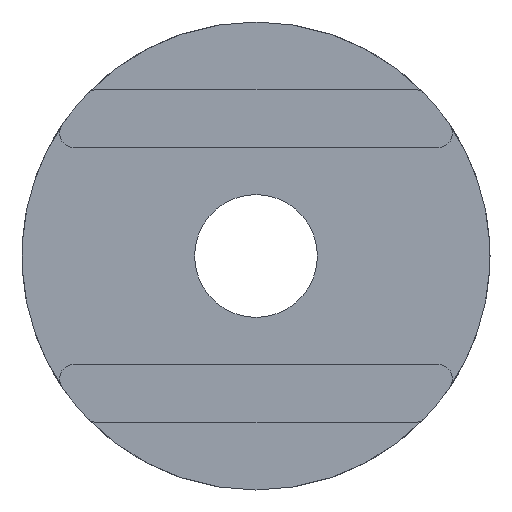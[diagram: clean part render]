
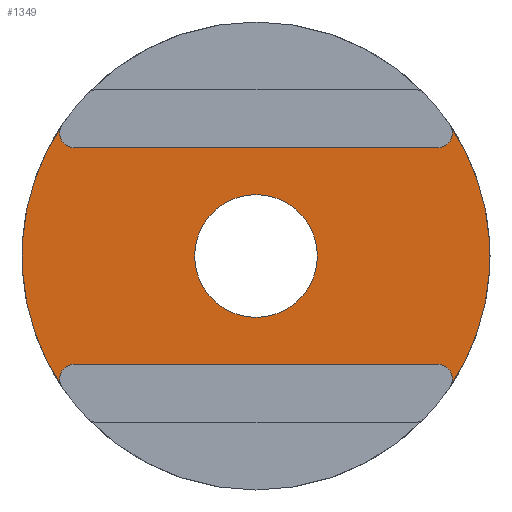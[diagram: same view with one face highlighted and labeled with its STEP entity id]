
A CAD part, front view. The second image highlights one B-rep face of the part: STEP entity #1349.
In plain terms, the highlighted planar face has unit normal (0, -1, 0).
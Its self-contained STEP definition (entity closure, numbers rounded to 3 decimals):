
#23 = VERTEX_POINT ( 'NONE', #790 ) ;
#40 = VERTEX_POINT ( 'NONE', #552 ) ;
#47 = FACE_BOUND ( 'NONE', #1626, .T. ) ;
#113 = CIRCLE ( 'NONE', #1412, 0.5 ) ;
#155 = CIRCLE ( 'NONE', #1894, 0.5 ) ;
#171 = DIRECTION ( 'NONE',  ( -1., 0., 0. ) ) ;
#177 = CARTESIAN_POINT ( 'NONE',  ( 0., -33.575, -3.7 ) ) ;
#239 = CARTESIAN_POINT ( 'NONE',  ( 0., -33.575, 3.7 ) ) ;
#246 = DIRECTION ( 'NONE',  ( 0., 0., 1. ) ) ;
#255 = ORIENTED_EDGE ( 'NONE', *, *, #960, .T. ) ;
#317 = DIRECTION ( 'NONE',  ( -1., 0., 0. ) ) ;
#325 = CARTESIAN_POINT ( 'NONE',  ( 37.47, -33.575, 3.7 ) ) ;
#332 = DIRECTION ( 'NONE',  ( 0., 0., 1. ) ) ;
#346 = ORIENTED_EDGE ( 'NONE', *, *, #1497, .T. ) ;
#365 = CARTESIAN_POINT ( 'NONE',  ( 37.884, -33.575, -4.48 ) ) ;
#397 = VERTEX_POINT ( 'NONE', #365 ) ;
#407 = CARTESIAN_POINT ( 'NONE',  ( 31.256, -33.575, 0. ) ) ;
#442 = DIRECTION ( 'NONE',  ( 0., 1., 0. ) ) ;
#479 = FACE_OUTER_BOUND ( 'NONE', #1132, .T. ) ;
#525 = VERTEX_POINT ( 'NONE', #1429 ) ;
#532 = AXIS2_PLACEMENT_3D ( 'NONE', #1172, #2619, #332 ) ;
#541 = ORIENTED_EDGE ( 'NONE', *, *, #2419, .T. ) ;
#552 = CARTESIAN_POINT ( 'NONE',  ( 37.47, -33.575, -3.7 ) ) ;
#563 = EDGE_CURVE ( 'NONE', #40, #397, #155, .T. ) ;
#584 = LINE ( 'NONE', #177, #2026 ) ;
#634 = AXIS2_PLACEMENT_3D ( 'NONE', #407, #1017, #2231 ) ;
#677 = DIRECTION ( 'NONE',  ( 0., 1., 0. ) ) ;
#700 = DIRECTION ( 'NONE',  ( 0., 1., 0. ) ) ;
#767 = DIRECTION ( 'NONE',  ( -1., 0., 0. ) ) ;
#783 = DIRECTION ( 'NONE',  ( -1., 0., 0. ) ) ;
#790 = CARTESIAN_POINT ( 'NONE',  ( 37.884, -33.575, 4.48 ) ) ;
#960 = EDGE_CURVE ( 'NONE', #1421, #1379, #1505, .T. ) ;
#1013 = VERTEX_POINT ( 'NONE', #1974 ) ;
#1017 = DIRECTION ( 'NONE',  ( 0., -1., 0. ) ) ;
#1106 = EDGE_CURVE ( 'NONE', #1013, #2602, #2625, .T. ) ;
#1132 = EDGE_LOOP ( 'NONE', ( #1218, #1259, #541, #1488, #255, #1204, #346, #2334 ) ) ;
#1152 = VERTEX_POINT ( 'NONE', #1607 ) ;
#1168 = AXIS2_PLACEMENT_3D ( 'NONE', #2463, #1984, #2603 ) ;
#1172 = CARTESIAN_POINT ( 'NONE',  ( 31.256, -33.575, 0. ) ) ;
#1204 = ORIENTED_EDGE ( 'NONE', *, *, #1632, .T. ) ;
#1218 = ORIENTED_EDGE ( 'NONE', *, *, #2474, .F. ) ;
#1255 = CARTESIAN_POINT ( 'NONE',  ( 25.043, -33.575, 4.2 ) ) ;
#1258 = ORIENTED_EDGE ( 'NONE', *, *, #1260, .T. ) ;
#1259 = ORIENTED_EDGE ( 'NONE', *, *, #563, .T. ) ;
#1260 = EDGE_CURVE ( 'NONE', #525, #1152, #2087, .T. ) ;
#1271 = DIRECTION ( 'NONE',  ( -1., 0., 0. ) ) ;
#1302 = AXIS2_PLACEMENT_3D ( 'NONE', #1308, #677, #2338 ) ;
#1308 = CARTESIAN_POINT ( 'NONE',  ( 0., -33.575, -3.7 ) ) ;
#1320 = ORIENTED_EDGE ( 'NONE', *, *, #1796, .T. ) ;
#1342 = DIRECTION ( 'NONE',  ( -1., 0., 0. ) ) ;
#1349 = ADVANCED_FACE ( 'NONE', ( #47, #479 ), #1512, .F. ) ;
#1379 = VERTEX_POINT ( 'NONE', #1640 ) ;
#1412 = AXIS2_PLACEMENT_3D ( 'NONE', #1255, #442, #1271 ) ;
#1421 = VERTEX_POINT ( 'NONE', #325 ) ;
#1429 = CARTESIAN_POINT ( 'NONE',  ( 31.256, -33.575, 2.1 ) ) ;
#1430 = EDGE_CURVE ( 'NONE', #23, #1421, #2517, .T. ) ;
#1443 = VERTEX_POINT ( 'NONE', #2451 ) ;
#1465 = AXIS2_PLACEMENT_3D ( 'NONE', #2656, #1649, #767 ) ;
#1488 = ORIENTED_EDGE ( 'NONE', *, *, #1430, .T. ) ;
#1497 = EDGE_CURVE ( 'NONE', #1443, #1013, #2017, .T. ) ;
#1500 = CARTESIAN_POINT ( 'NONE',  ( 31.256, -33.575, 0. ) ) ;
#1505 = LINE ( 'NONE', #239, #1554 ) ;
#1512 = PLANE ( 'NONE',  #1302 ) ;
#1554 = VECTOR ( 'NONE', #317, 1000. ) ;
#1586 = AXIS2_PLACEMENT_3D ( 'NONE', #2390, #2035, #171 ) ;
#1607 = CARTESIAN_POINT ( 'NONE',  ( 31.256, -33.575, -2.1 ) ) ;
#1626 = EDGE_LOOP ( 'NONE', ( #1258, #1320 ) ) ;
#1632 = EDGE_CURVE ( 'NONE', #1379, #1443, #113, .T. ) ;
#1640 = CARTESIAN_POINT ( 'NONE',  ( 25.043, -33.575, 3.7 ) ) ;
#1649 = DIRECTION ( 'NONE',  ( 0., 1., 0. ) ) ;
#1690 = DIRECTION ( 'NONE',  ( 0., 1., 0. ) ) ;
#1709 = CIRCLE ( 'NONE', #532, 2.1 ) ;
#1796 = EDGE_CURVE ( 'NONE', #1152, #525, #1709, .T. ) ;
#1894 = AXIS2_PLACEMENT_3D ( 'NONE', #2322, #700, #1342 ) ;
#1923 = CARTESIAN_POINT ( 'NONE',  ( 25.043, -33.575, -3.7 ) ) ;
#1974 = CARTESIAN_POINT ( 'NONE',  ( 24.628, -33.575, -4.48 ) ) ;
#1984 = DIRECTION ( 'NONE',  ( 0., 1., 0. ) ) ;
#2017 = CIRCLE ( 'NONE', #1586, 8. ) ;
#2026 = VECTOR ( 'NONE', #783, 1000. ) ;
#2035 = DIRECTION ( 'NONE',  ( 0., -1., 0. ) ) ;
#2087 = CIRCLE ( 'NONE', #2636, 2.1 ) ;
#2231 = DIRECTION ( 'NONE',  ( -1., 0., 0. ) ) ;
#2322 = CARTESIAN_POINT ( 'NONE',  ( 37.47, -33.575, -4.2 ) ) ;
#2332 = CIRCLE ( 'NONE', #634, 8. ) ;
#2334 = ORIENTED_EDGE ( 'NONE', *, *, #1106, .T. ) ;
#2338 = DIRECTION ( 'NONE',  ( -1., 0., 0. ) ) ;
#2390 = CARTESIAN_POINT ( 'NONE',  ( 31.256, -33.575, 0. ) ) ;
#2419 = EDGE_CURVE ( 'NONE', #397, #23, #2332, .T. ) ;
#2451 = CARTESIAN_POINT ( 'NONE',  ( 24.628, -33.575, 4.48 ) ) ;
#2463 = CARTESIAN_POINT ( 'NONE',  ( 37.47, -33.575, 4.2 ) ) ;
#2474 = EDGE_CURVE ( 'NONE', #40, #2602, #584, .T. ) ;
#2517 = CIRCLE ( 'NONE', #1168, 0.5 ) ;
#2602 = VERTEX_POINT ( 'NONE', #1923 ) ;
#2603 = DIRECTION ( 'NONE',  ( -1., 0., 0. ) ) ;
#2619 = DIRECTION ( 'NONE',  ( 0., 1., 0. ) ) ;
#2625 = CIRCLE ( 'NONE', #1465, 0.5 ) ;
#2636 = AXIS2_PLACEMENT_3D ( 'NONE', #1500, #1690, #246 ) ;
#2656 = CARTESIAN_POINT ( 'NONE',  ( 25.043, -33.575, -4.2 ) ) ;
